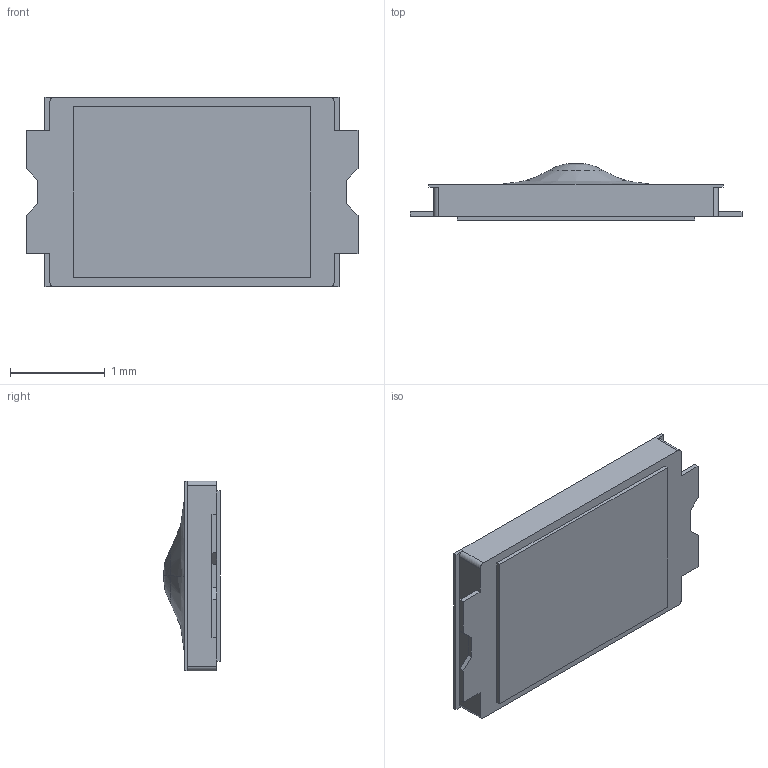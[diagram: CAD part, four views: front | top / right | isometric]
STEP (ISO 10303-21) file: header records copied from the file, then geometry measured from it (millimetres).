
FILE_DESCRIPTION (( 'STEP AP214' ), '1' );
FILE_NAME ('TL3780AF240QG.STEP', '2022-09-13T10:10:15', ( '' ), ( '' ), 'SwSTEP 2.0', 'SolidWorks 2021', '' );
FILE_SCHEMA (( 'AUTOMOTIVE_DESIGN' ));
Length unit declared in the file: millimetre
Products named in the file (2): TL3780AF240QG; TL3780AF240QG--3DModel-STEP-520916
Assembly tree (1 placements, depth 2):
  TL3780AF240QG
    TL3780AF240QG--3DModel-STEP-520916
Bounding box: 3.5 x 0.6 x 2 mm (x, y, z)
Volume: 1.8 mm3; surface area: 31.5 mm2
Topology: 1 solids, 3 shells, 66 faces, 166 edges, 108 vertices
Faces by surface type: plane 48, bspline 6, cylinder 6, sphere 4, cone 2
Entity records: 2154 total; most frequent: CARTESIAN_POINT 520, ORIENTED_EDGE 332, DIRECTION 328, EDGE_CURVE 166, LINE 112, VECTOR 112, AXIS2_PLACEMENT_3D 108, VERTEX_POINT 108
